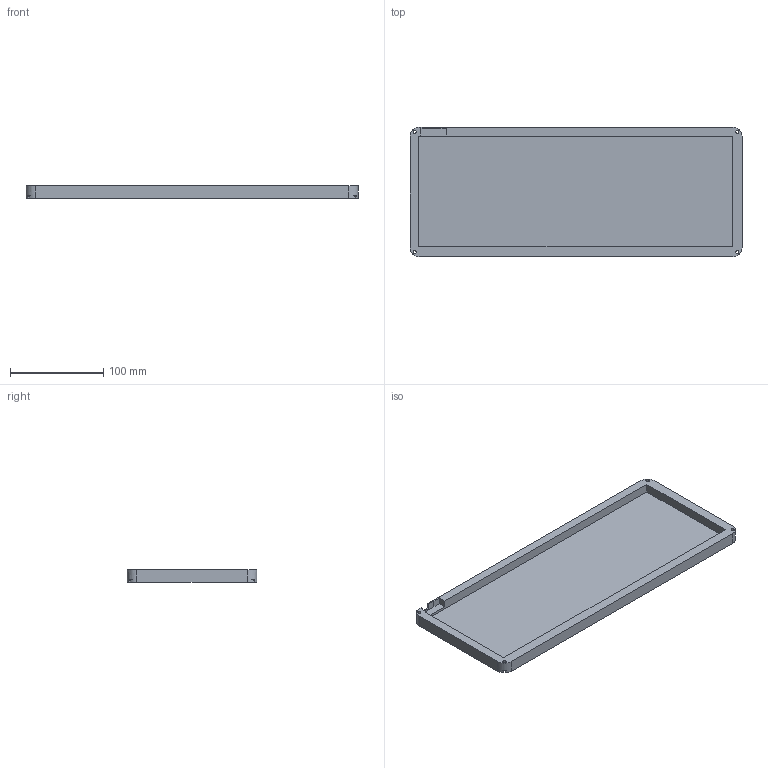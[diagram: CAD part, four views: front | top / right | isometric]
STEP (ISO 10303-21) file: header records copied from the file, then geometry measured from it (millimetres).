
FILE_DESCRIPTION(/* description */ (''),/* implementation_level */ '2;1');
FILE_NAME(/* name */ 'Bottom.step',/* time_stamp */ '2025-06-23T13:24:15+03:00',/* author */ (''),/* organization */ (''),/* preprocessor_version */ 'ST-DEVELOPER v20.1',/* originating_system */ 'Autodesk Translation Framework v14.10.0.0',/* authorisation */ '');
FILE_SCHEMA (('AUTOMOTIVE_DESIGN { 1 0 10303 214 3 1 1 }'));
Length unit declared in the file: millimetre
Products named in the file (9): 2025-06-23-13-24-15-951; 2025-06-23-13-24-15-953; 2025-06-23-13-24-15-953_1; 2025-06-23-13-24-15-953_2; 2025-06-23-13-24-15-953_3; 2025-06-23-13-24-15-953_4; 2025-06-23-13-24-15-953_5; 2025-06-23-13-24-15-953_6; 2025-06-23-13-24-15-953_7
Assembly tree (8 placements, depth 4):
  2025-06-23-13-24-15-951
    2025-06-23-13-24-15-953
      2025-06-23-13-24-15-953_1
        2025-06-23-13-24-15-953_2
        2025-06-23-13-24-15-953_3
    2025-06-23-13-24-15-953_4
      2025-06-23-13-24-15-953_5
        2025-06-23-13-24-15-953_6
        2025-06-23-13-24-15-953_7
Bounding box: 356.4 x 139.1 x 13 mm (x, y, z)
Volume: 240185.5 mm3; surface area: 121323.4 mm2
Topology: 1 solids, 1 shells, 39 faces, 110 edges, 73 vertices
Faces by surface type: plane 27, cylinder 12
Full cylindrical faces by diameter (mm): 3.4 x4
Entity records: 1547 total; most frequent: DIRECTION 256, CARTESIAN_POINT 240, ORIENTED_EDGE 220, EDGE_CURVE 110, AXIS2_PLACEMENT_3D 89, LINE 78, VECTOR 78, VERTEX_POINT 73
